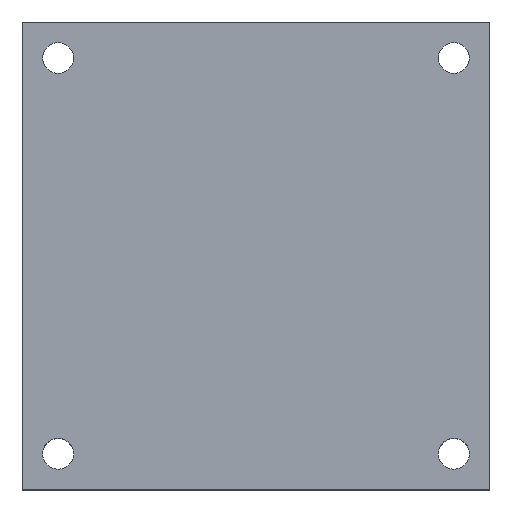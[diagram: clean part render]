
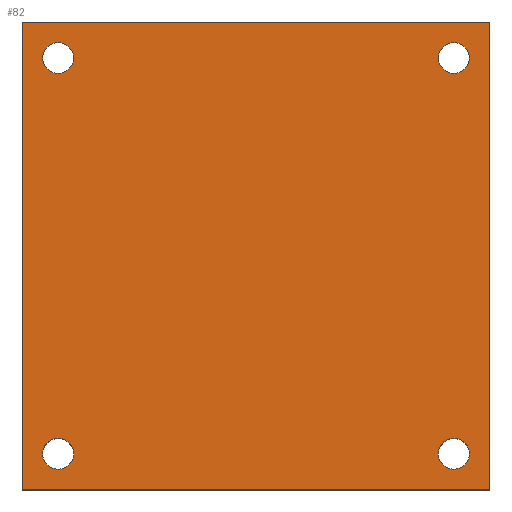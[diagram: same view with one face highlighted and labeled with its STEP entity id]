
A CAD part, top view. The second image highlights one B-rep face of the part: STEP entity #82.
In plain terms, the highlighted planar face has unit normal (0, 0, 1).
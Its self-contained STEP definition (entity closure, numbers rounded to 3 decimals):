
#82 = ADVANCED_FACE( '', ( #193, #194, #195, #196, #197 ), #198, .F. );
#193 = FACE_BOUND( '', #336, .T. );
#194 = FACE_BOUND( '', #337, .T. );
#195 = FACE_OUTER_BOUND( '', #338, .T. );
#196 = FACE_BOUND( '', #339, .T. );
#197 = FACE_BOUND( '', #340, .T. );
#198 = PLANE( '', #341 );
#336 = EDGE_LOOP( '', ( #508 ) );
#337 = EDGE_LOOP( '', ( #509 ) );
#338 = EDGE_LOOP( '', ( #510, #511, #512, #513 ) );
#339 = EDGE_LOOP( '', ( #514 ) );
#340 = EDGE_LOOP( '', ( #515 ) );
#341 = AXIS2_PLACEMENT_3D( '', #516, #517, #518 );
#508 = ORIENTED_EDGE( '', *, *, #684, .F. );
#509 = ORIENTED_EDGE( '', *, *, #686, .T. );
#510 = ORIENTED_EDGE( '', *, *, #687, .F. );
#511 = ORIENTED_EDGE( '', *, *, #688, .F. );
#512 = ORIENTED_EDGE( '', *, *, #647, .F. );
#513 = ORIENTED_EDGE( '', *, *, #689, .F. );
#514 = ORIENTED_EDGE( '', *, *, #690, .F. );
#515 = ORIENTED_EDGE( '', *, *, #691, .T. );
#516 = CARTESIAN_POINT( '', ( -32.5, 32.5, 11.5 ) );
#517 = DIRECTION( '', ( 0., 0., -1. ) );
#518 = DIRECTION( '', ( -1., 0., 0. ) );
#647 = EDGE_CURVE( '', #731, #733, #734, .T. );
#684 = EDGE_CURVE( '', #793, #793, #794, .T. );
#686 = EDGE_CURVE( '', #796, #796, #797, .T. );
#687 = EDGE_CURVE( '', #798, #799, #800, .T. );
#688 = EDGE_CURVE( '', #733, #798, #801, .T. );
#689 = EDGE_CURVE( '', #799, #731, #802, .T. );
#690 = EDGE_CURVE( '', #803, #803, #804, .T. );
#691 = EDGE_CURVE( '', #805, #805, #806, .T. );
#731 = VERTEX_POINT( '', #891 );
#733 = VERTEX_POINT( '', #894 );
#734 = LINE( '', #895, #896 );
#793 = VERTEX_POINT( '', #1058 );
#794 = CIRCLE( '', #1059, 2.15 );
#796 = VERTEX_POINT( '', #1061 );
#797 = CIRCLE( '', #1062, 2.15 );
#798 = VERTEX_POINT( '', #1063 );
#799 = VERTEX_POINT( '', #1064 );
#800 = LINE( '', #1065, #1066 );
#801 = LINE( '', #1067, #1068 );
#802 = LINE( '', #1069, #1070 );
#803 = VERTEX_POINT( '', #1071 );
#804 = CIRCLE( '', #1072, 2.15 );
#805 = VERTEX_POINT( '', #1073 );
#806 = CIRCLE( '', #1074, 2.15 );
#891 = CARTESIAN_POINT( '', ( 32.5, 32.5, 11.5 ) );
#894 = CARTESIAN_POINT( '', ( 32.5, -32.5, 11.5 ) );
#895 = CARTESIAN_POINT( '', ( 32.5, 32.5, 11.5 ) );
#896 = VECTOR( '', #1120, 1000. );
#1058 = CARTESIAN_POINT( '', ( 27.5, 29.65, 11.5 ) );
#1059 = AXIS2_PLACEMENT_3D( '', #1179, #1180, #1181 );
#1061 = CARTESIAN_POINT( '', ( 27.5, -25.35, 11.5 ) );
#1062 = AXIS2_PLACEMENT_3D( '', #1182, #1183, #1184 );
#1063 = CARTESIAN_POINT( '', ( -32.5, -32.5, 11.5 ) );
#1064 = CARTESIAN_POINT( '', ( -32.5, 32.5, 11.5 ) );
#1065 = CARTESIAN_POINT( '', ( -32.5, -32.5, 11.5 ) );
#1066 = VECTOR( '', #1185, 1000. );
#1067 = CARTESIAN_POINT( '', ( 32.5, -32.5, 11.5 ) );
#1068 = VECTOR( '', #1186, 1000. );
#1069 = CARTESIAN_POINT( '', ( -32.5, 32.5, 11.5 ) );
#1070 = VECTOR( '', #1187, 1000. );
#1071 = CARTESIAN_POINT( '', ( -27.5, -25.35, 11.5 ) );
#1072 = AXIS2_PLACEMENT_3D( '', #1188, #1189, #1190 );
#1073 = CARTESIAN_POINT( '', ( -27.5, 29.65, 11.5 ) );
#1074 = AXIS2_PLACEMENT_3D( '', #1191, #1192, #1193 );
#1120 = DIRECTION( '', ( 0., -1., 0. ) );
#1179 = CARTESIAN_POINT( '', ( 27.5, 27.5, 11.5 ) );
#1180 = DIRECTION( '', ( 0., 0., 1. ) );
#1181 = DIRECTION( '', ( 0., 1., 0. ) );
#1182 = CARTESIAN_POINT( '', ( 27.5, -27.5, 11.5 ) );
#1183 = DIRECTION( '', ( 0., 0., -1. ) );
#1184 = DIRECTION( '', ( 0., 1., 0. ) );
#1185 = DIRECTION( '', ( 0., 1., 0. ) );
#1186 = DIRECTION( '', ( -1., 0., 0. ) );
#1187 = DIRECTION( '', ( 1., 0., 0. ) );
#1188 = CARTESIAN_POINT( '', ( -27.5, -27.5, 11.5 ) );
#1189 = DIRECTION( '', ( 0., 0., 1. ) );
#1190 = DIRECTION( '', ( 0., 1., 0. ) );
#1191 = CARTESIAN_POINT( '', ( -27.5, 27.5, 11.5 ) );
#1192 = DIRECTION( '', ( 0., 0., -1. ) );
#1193 = DIRECTION( '', ( 0., 1., 0. ) );
